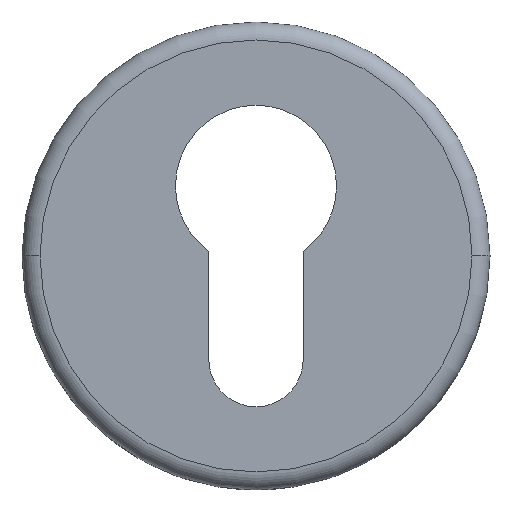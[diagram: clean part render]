
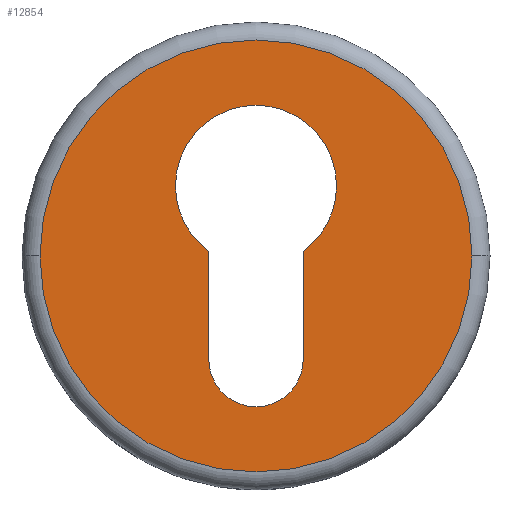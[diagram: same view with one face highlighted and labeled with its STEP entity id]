
A CAD part, top view. The second image highlights one B-rep face of the part: STEP entity #12854.
In plain terms, the highlighted planar face has unit normal (0, 0, 1).
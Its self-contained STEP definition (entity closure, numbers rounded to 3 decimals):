
#167 = CARTESIAN_POINT ( 'NONE',  ( 0., 7.8, 10.5 ) ) ;
#648 = EDGE_LOOP ( 'NONE', ( #11359, #12618, #8300, #13338, #13445, #5965 ) ) ;
#671 = EDGE_CURVE ( 'NONE', #4098, #4296, #6096, .T. ) ;
#829 = VERTEX_POINT ( 'NONE', #1692 ) ;
#876 = AXIS2_PLACEMENT_3D ( 'NONE', #1926, #9733, #3054 ) ;
#917 = LINE ( 'NONE', #3635, #11021 ) ;
#1692 = CARTESIAN_POINT ( 'NONE',  ( 24., 0., 10.5 ) ) ;
#1787 = CARTESIAN_POINT ( 'NONE',  ( 5.25, 0.552, 10.5 ) ) ;
#1822 = DIRECTION ( 'NONE',  ( 1., 0., 0. ) ) ;
#1926 = CARTESIAN_POINT ( 'NONE',  ( 0., -11.5, 10.5 ) ) ;
#2323 = VERTEX_POINT ( 'NONE', #3077 ) ;
#2435 = LINE ( 'NONE', #4432, #13941 ) ;
#2465 = VERTEX_POINT ( 'NONE', #9598 ) ;
#2577 = DIRECTION ( 'NONE',  ( 0., -1., 0. ) ) ;
#2609 = DIRECTION ( 'NONE',  ( 1., 0., 0. ) ) ;
#2824 = CIRCLE ( 'NONE', #4841, 24. ) ;
#3054 = DIRECTION ( 'NONE',  ( 1., 0., 0. ) ) ;
#3077 = CARTESIAN_POINT ( 'NONE',  ( 5.25, -11.5, 10.5 ) ) ;
#3248 = CARTESIAN_POINT ( 'NONE',  ( 0., 0., 10.5 ) ) ;
#3635 = CARTESIAN_POINT ( 'NONE',  ( -5.25, -11.5, 10.5 ) ) ;
#3835 = DIRECTION ( 'NONE',  ( 1., 0., 0. ) ) ;
#3978 = CIRCLE ( 'NONE', #13619, 8.95 ) ;
#4098 = VERTEX_POINT ( 'NONE', #1787 ) ;
#4113 = CARTESIAN_POINT ( 'NONE',  ( 0., 7.8, 10.5 ) ) ;
#4212 = CIRCLE ( 'NONE', #7884, 24. ) ;
#4296 = VERTEX_POINT ( 'NONE', #7500 ) ;
#4302 = EDGE_CURVE ( 'NONE', #5901, #2323, #8225, .T. ) ;
#4432 = CARTESIAN_POINT ( 'NONE',  ( 5.25, 0.552, 10.5 ) ) ;
#4763 = DIRECTION ( 'NONE',  ( 0., 0., 1. ) ) ;
#4841 = AXIS2_PLACEMENT_3D ( 'NONE', #6977, #4763, #2609 ) ;
#4880 = CIRCLE ( 'NONE', #9700, 8.95 ) ;
#5000 = CARTESIAN_POINT ( 'NONE',  ( -24., 0., 10.5 ) ) ;
#5113 = VERTEX_POINT ( 'NONE', #11756 ) ;
#5341 = DIRECTION ( 'NONE',  ( 0., 0., 1. ) ) ;
#5415 = AXIS2_PLACEMENT_3D ( 'NONE', #3248, #7816, #11045 ) ;
#5901 = VERTEX_POINT ( 'NONE', #9624 ) ;
#5965 = ORIENTED_EDGE ( 'NONE', *, *, #10816, .F. ) ;
#6096 = CIRCLE ( 'NONE', #10757, 8.95 ) ;
#6757 = EDGE_CURVE ( 'NONE', #2465, #5901, #917, .T. ) ;
#6758 = PLANE ( 'NONE',  #5415 ) ;
#6977 = CARTESIAN_POINT ( 'NONE',  ( 0., 0., 10.5 ) ) ;
#7094 = DIRECTION ( 'NONE',  ( 1., 0., 0. ) ) ;
#7500 = CARTESIAN_POINT ( 'NONE',  ( 8.95, 7.8, 10.5 ) ) ;
#7650 = ORIENTED_EDGE ( 'NONE', *, *, #8772, .T. ) ;
#7816 = DIRECTION ( 'NONE',  ( 0., 0., 1. ) ) ;
#7884 = AXIS2_PLACEMENT_3D ( 'NONE', #8113, #13769, #7094 ) ;
#8113 = CARTESIAN_POINT ( 'NONE',  ( 0., 0., 10.5 ) ) ;
#8193 = EDGE_CURVE ( 'NONE', #829, #10161, #4212, .T. ) ;
#8225 = CIRCLE ( 'NONE', #876, 5.25 ) ;
#8300 = ORIENTED_EDGE ( 'NONE', *, *, #12227, .F. ) ;
#8772 = EDGE_CURVE ( 'NONE', #10161, #829, #2824, .T. ) ;
#9263 = ORIENTED_EDGE ( 'NONE', *, *, #8193, .T. ) ;
#9278 = DIRECTION ( 'NONE',  ( 0., 0., 1. ) ) ;
#9537 = DIRECTION ( 'NONE',  ( 1., 0., 0. ) ) ;
#9598 = CARTESIAN_POINT ( 'NONE',  ( -5.25, 0.552, 10.5 ) ) ;
#9624 = CARTESIAN_POINT ( 'NONE',  ( -5.25, -11.5, 10.5 ) ) ;
#9700 = AXIS2_PLACEMENT_3D ( 'NONE', #12699, #9278, #3835 ) ;
#9727 = FACE_OUTER_BOUND ( 'NONE', #12591, .T. ) ;
#9733 = DIRECTION ( 'NONE',  ( 0., 0., 1. ) ) ;
#10161 = VERTEX_POINT ( 'NONE', #5000 ) ;
#10757 = AXIS2_PLACEMENT_3D ( 'NONE', #167, #13958, #9537 ) ;
#10816 = EDGE_CURVE ( 'NONE', #2323, #4098, #2435, .T. ) ;
#11021 = VECTOR ( 'NONE', #2577, 1000. ) ;
#11045 = DIRECTION ( 'NONE',  ( 1., 0., 0. ) ) ;
#11074 = EDGE_CURVE ( 'NONE', #4296, #5113, #4880, .T. ) ;
#11359 = ORIENTED_EDGE ( 'NONE', *, *, #4302, .F. ) ;
#11756 = CARTESIAN_POINT ( 'NONE',  ( -8.95, 7.8, 10.5 ) ) ;
#12227 = EDGE_CURVE ( 'NONE', #5113, #2465, #3978, .T. ) ;
#12591 = EDGE_LOOP ( 'NONE', ( #9263, #7650 ) ) ;
#12618 = ORIENTED_EDGE ( 'NONE', *, *, #6757, .F. ) ;
#12699 = CARTESIAN_POINT ( 'NONE',  ( 0., 7.8, 10.5 ) ) ;
#12854 = ADVANCED_FACE ( 'NONE', ( #13728, #9727 ), #6758, .T. ) ;
#13338 = ORIENTED_EDGE ( 'NONE', *, *, #11074, .F. ) ;
#13445 = ORIENTED_EDGE ( 'NONE', *, *, #671, .F. ) ;
#13619 = AXIS2_PLACEMENT_3D ( 'NONE', #4113, #5341, #1822 ) ;
#13728 = FACE_BOUND ( 'NONE', #648, .T. ) ;
#13769 = DIRECTION ( 'NONE',  ( 0., 0., 1. ) ) ;
#13941 = VECTOR ( 'NONE', #14122, 1000. ) ;
#13958 = DIRECTION ( 'NONE',  ( 0., 0., 1. ) ) ;
#14122 = DIRECTION ( 'NONE',  ( 0., 1., 0. ) ) ;
